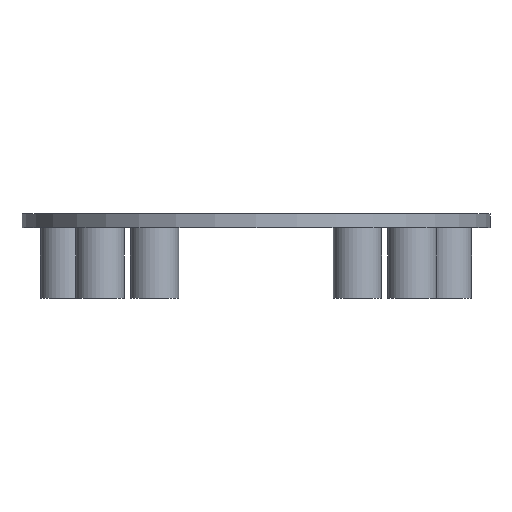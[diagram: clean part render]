
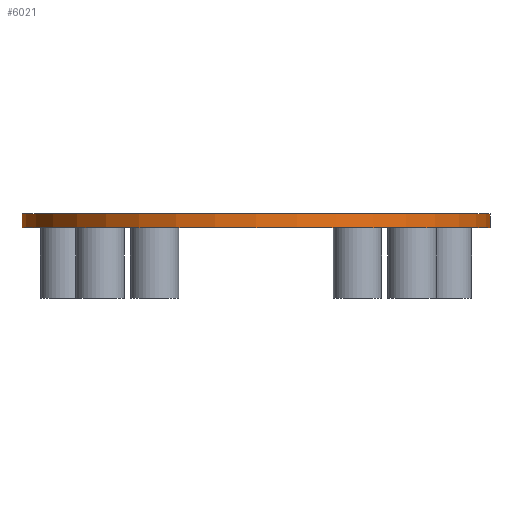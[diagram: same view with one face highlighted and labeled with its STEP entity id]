
A CAD part, front view. The second image highlights one B-rep face of the part: STEP entity #6021.
In plain terms, the highlighted cylindrical face has radius 26.67 mm (diameter 53.34 mm), a full revolution.
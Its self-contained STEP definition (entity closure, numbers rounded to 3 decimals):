
#756=FACE_OUTER_BOUND('',#1044,.T.);
#1044=EDGE_LOOP('',(#4683,#4684,#4685,#4686));
#1794=LINE('',#10055,#2044);
#2044=VECTOR('',#8429,26.67);
#2507=CIRCLE('',#6775,26.67);
#2508=CIRCLE('',#6776,26.67);
#3007=VERTEX_POINT('',#10052);
#3008=VERTEX_POINT('',#10054);
#3720=EDGE_CURVE('',#3007,#3007,#2507,.T.);
#3721=EDGE_CURVE('',#3007,#3008,#1794,.T.);
#3722=EDGE_CURVE('',#3008,#3008,#2508,.T.);
#4683=ORIENTED_EDGE('',*,*,#3720,.F.);
#4684=ORIENTED_EDGE('',*,*,#3721,.T.);
#4685=ORIENTED_EDGE('',*,*,#3722,.T.);
#4686=ORIENTED_EDGE('',*,*,#3721,.F.);
#5544=CYLINDRICAL_SURFACE('',#6774,26.67);
#6021=ADVANCED_FACE('',(#756),#5544,.T.);
#6774=AXIS2_PLACEMENT_3D('',#10051,#8425,#8426);
#6775=AXIS2_PLACEMENT_3D('',#10053,#8427,#8428);
#6776=AXIS2_PLACEMENT_3D('',#10056,#8430,#8431);
#8425=DIRECTION('center_axis',(0.,0.,1.));
#8426=DIRECTION('ref_axis',(1.,0.,0.));
#8427=DIRECTION('center_axis',(0.,0.,1.));
#8428=DIRECTION('ref_axis',(1.,0.,0.));
#8429=DIRECTION('',(0.,0.,-1.));
#8430=DIRECTION('center_axis',(0.,0.,1.));
#8431=DIRECTION('ref_axis',(1.,0.,0.));
#10051=CARTESIAN_POINT('Origin',(0.,0.,0.));
#10052=CARTESIAN_POINT('',(-26.67,0.,1.57));
#10053=CARTESIAN_POINT('Origin',(0.,0.,1.57));
#10054=CARTESIAN_POINT('',(-26.67,0.,0.));
#10055=CARTESIAN_POINT('',(-26.67,0.,0.));
#10056=CARTESIAN_POINT('Origin',(0.,0.,0.));
